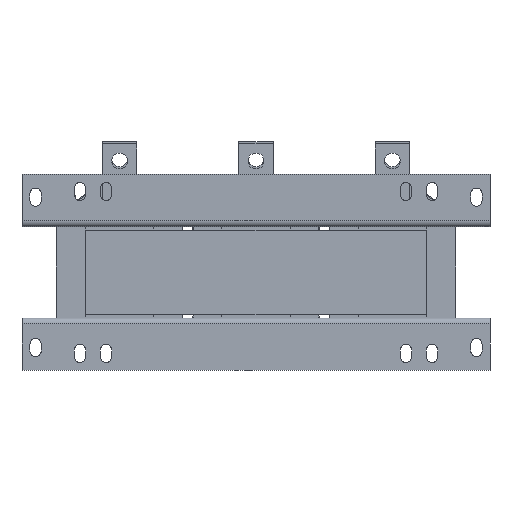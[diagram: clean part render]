
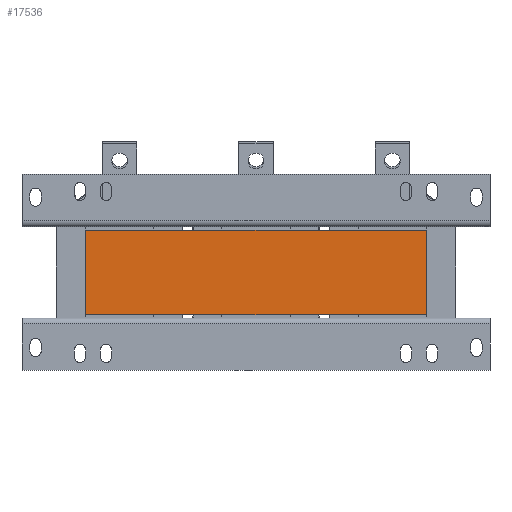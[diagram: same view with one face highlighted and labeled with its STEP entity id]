
A CAD part, front view. The second image highlights one B-rep face of the part: STEP entity #17536.
In plain terms, the highlighted planar face has unit normal (0, -1, 0).
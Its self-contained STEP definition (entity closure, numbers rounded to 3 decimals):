
#50 = VECTOR ( 'NONE', #1944, 1000. ) ;
#588 = PLANE ( 'NONE',  #14682 ) ;
#602 = DIRECTION ( 'NONE',  ( 0., 0., -1. ) ) ;
#1328 = CARTESIAN_POINT ( 'NONE',  ( -150., -153., -37.25 ) ) ;
#1944 = DIRECTION ( 'NONE',  ( 1., 0., 0. ) ) ;
#2972 = VECTOR ( 'NONE', #16277, 1000. ) ;
#3418 = VECTOR ( 'NONE', #602, 1000. ) ;
#4572 = VERTEX_POINT ( 'NONE', #12966 ) ;
#4769 = EDGE_CURVE ( 'Defeature ausgef�hrt1_55+Defeature ausgef�hrt1_58+Defeature ausgef�hrt1_56+Defeature ausgef�hrt1_57', #5282, #4572, #15825, .T. ) ;
#5007 = VERTEX_POINT ( 'NONE', #15530 ) ;
#5029 = FACE_OUTER_BOUND ( 'NONE', #15156, .T. ) ;
#5282 = VERTEX_POINT ( 'NONE', #1328 ) ;
#6040 = DIRECTION ( 'NONE',  ( 0., 1., 0. ) ) ;
#6042 = VECTOR ( 'NONE', #9647, 1000. ) ;
#6371 = CARTESIAN_POINT ( 'NONE',  ( 150., -153., 37.25 ) ) ;
#7658 = CARTESIAN_POINT ( 'NONE',  ( 150., -153., 37.25 ) ) ;
#8315 = ORIENTED_EDGE ( 'NONE', *, *, #4769, .T. ) ;
#9647 = DIRECTION ( 'NONE',  ( 0., 0., -1. ) ) ;
#9667 = ORIENTED_EDGE ( 'NONE', *, *, #11454, .T. ) ;
#9835 = LINE ( 'NONE', #7658, #3418 ) ;
#10200 = VERTEX_POINT ( 'NONE', #6371 ) ;
#10738 = ORIENTED_EDGE ( 'NONE', *, *, #15397, .F. ) ;
#11454 = EDGE_CURVE ( 'Defeature ausgef�hrt1_55+Defeature ausgef�hrt1_56+Defeature ausgef�hrt1_59+Defeature ausgef�hrt1_58', #5007, #5282, #18326, .T. ) ;
#11471 = CARTESIAN_POINT ( 'NONE',  ( -150., -153., 37.25 ) ) ;
#12018 = CARTESIAN_POINT ( 'NONE',  ( -150., -153., -37.25 ) ) ;
#12146 = LINE ( 'NONE', #14542, #50 ) ;
#12966 = CARTESIAN_POINT ( 'NONE',  ( 150., -153., -37.25 ) ) ;
#14194 = EDGE_CURVE ( 'Defeature ausgef�hrt1_57+Defeature ausgef�hrt1_55+Defeature ausgef�hrt1_59+Defeature ausgef�hrt1_58', #10200, #4572, #9835, .T. ) ;
#14542 = CARTESIAN_POINT ( 'NONE',  ( -150., -153., 37.25 ) ) ;
#14682 = AXIS2_PLACEMENT_3D ( 'NONE', #17819, #6040, #17576 ) ;
#15156 = EDGE_LOOP ( 'NONE', ( #8315, #15191, #10738, #9667 ) ) ;
#15191 = ORIENTED_EDGE ( 'NONE', *, *, #14194, .F. ) ;
#15397 = EDGE_CURVE ( 'Defeature ausgef�hrt1_59+Defeature ausgef�hrt1_55+Defeature ausgef�hrt1_56+Defeature ausgef�hrt1_57', #5007, #10200, #12146, .T. ) ;
#15530 = CARTESIAN_POINT ( 'NONE',  ( -150., -153., 37.25 ) ) ;
#15825 = LINE ( 'NONE', #12018, #2972 ) ;
#16277 = DIRECTION ( 'NONE',  ( 1., 0., 0. ) ) ;
#17536 = ADVANCED_FACE ( 'Defeature ausgef�hrt1_55', ( #5029 ), #588, .F. ) ;
#17576 = DIRECTION ( 'NONE',  ( 0., 0., 1. ) ) ;
#17819 = CARTESIAN_POINT ( 'NONE',  ( -150., -153., 37.25 ) ) ;
#18326 = LINE ( 'NONE', #11471, #6042 ) ;
